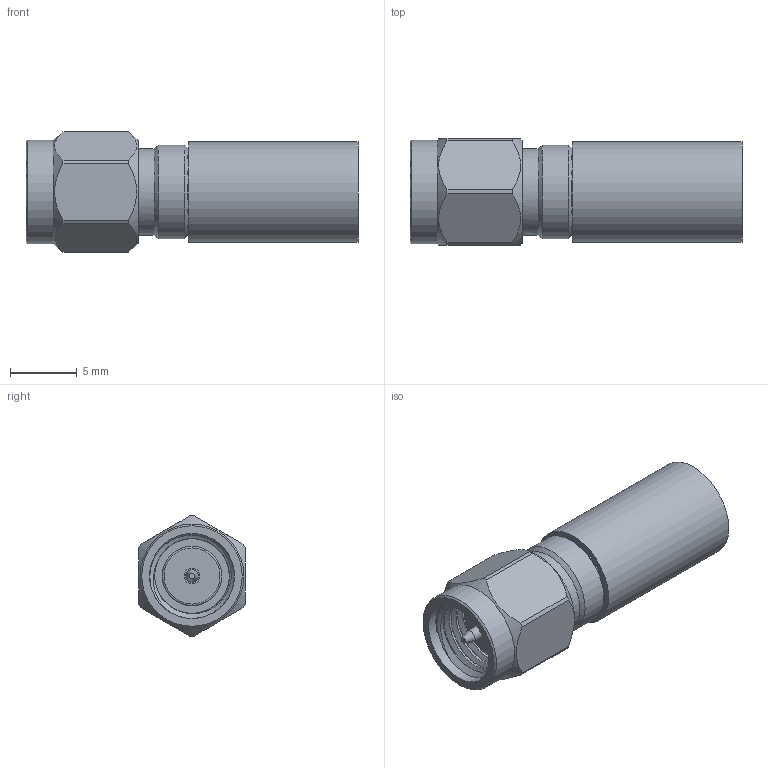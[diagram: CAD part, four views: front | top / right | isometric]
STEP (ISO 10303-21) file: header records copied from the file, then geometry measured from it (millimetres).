
FILE_DESCRIPTION (( 'STEP AP203' ), '1' );
FILE_NAME ('SC7033_3D.STEP', '2020-11-03T21:56:25', ( '' ), ( '' ), 'SwSTEP 2.0', 'SolidWorks 2018', '' );
FILE_SCHEMA (( 'CONFIG_CONTROL_DESIGN' ));
Length unit declared in the file: inch
Products named in the file (1): SC7033_3D
Bounding box: 24.82 x 7.94 x 8.99 mm (x, y, z)
Volume: 676.8 mm3; surface area: 1403.5 mm2
Topology: 2 solids, 2 shells, 61 faces, 144 edges, 98 vertices
Faces by surface type: cylinder 27, plane 21, cone 9, bspline 4
Full cylindrical faces by diameter (mm): 0.94 x1, 1.194 x1, 4.06 x1, 4.445 x1, 5.403 x3, 5.6 x2, 6.35 x6, 6.478 x1, 6.6 x1, 6.99 x1, 7.5 x1, 7.762 x1
Entity records: 3661 total; most frequent: CARTESIAN_POINT 2441, ORIENTED_EDGE 222, DIRECTION 212, EDGE_CURVE 111, AXIS2_PLACEMENT_3D 100, VERTEX_POINT 95, EDGE_LOOP 92, FACE_OUTER_BOUND 71
